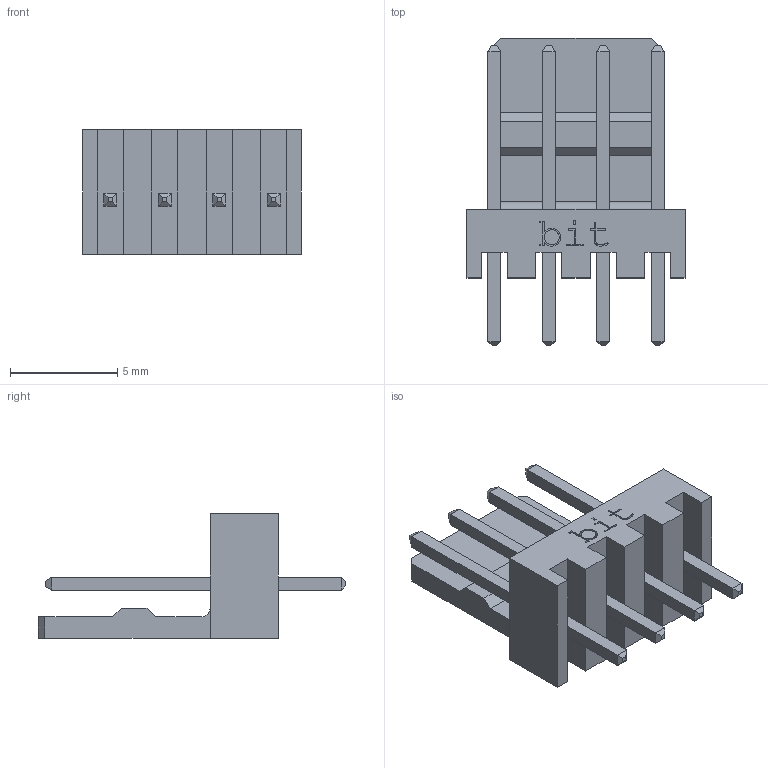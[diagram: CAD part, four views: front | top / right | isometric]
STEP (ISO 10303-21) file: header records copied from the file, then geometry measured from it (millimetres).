
FILE_DESCRIPTION (( 'STEP AP214' ), '1' );
FILE_NAME ('Molex-2.54-4pin.STEP', '2020-04-25T07:01:40', ( '' ), ( '' ), 'SwSTEP 2.0', 'SolidWorks 2013', '' );
FILE_SCHEMA (( 'AUTOMOTIVE_DESIGN' ));
Length unit declared in the file: millimetre
Products named in the file (3): Molex-2.54-4pin; Pieza4; pin
Assembly tree (5 placements, depth 2):
  Molex-2.54-4pin
    Pieza4
    pin  x4
Bounding box: 10.16 x 14.31 x 5.8 mm (x, y, z)
Volume: 236.3 mm3; surface area: 556.7 mm2
Topology: 5 solids, 5 shells, 167 faces, 424 edges, 272 vertices
Faces by surface type: plane 135, bspline 31, cylinder 1
Entity records: 5120 total; most frequent: CARTESIAN_POINT 2032, ORIENTED_EDGE 680, DIRECTION 484, EDGE_CURVE 340, VECTOR 276, LINE 276, VERTEX_POINT 224, EDGE_LOOP 138
